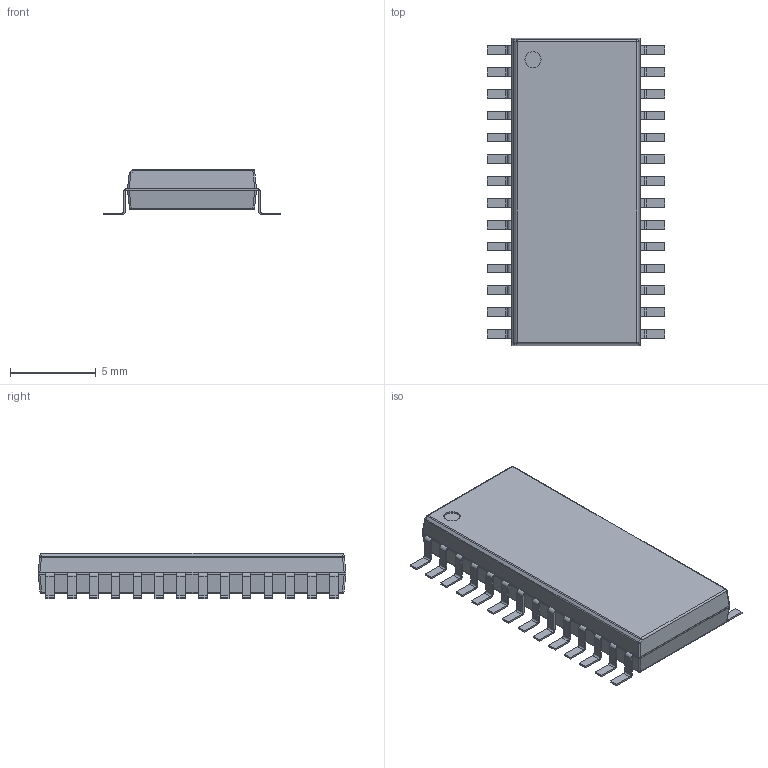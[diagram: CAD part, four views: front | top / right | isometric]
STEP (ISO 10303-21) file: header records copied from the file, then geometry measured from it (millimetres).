
FILE_DESCRIPTION(('Open CASCADE Model'),'2;1');
FILE_NAME('Open CASCADE Shape Model','2020-08-12T15:33:49',('Author'),( 'Open CASCADE'),'Open CASCADE STEP processor 6.8','Open CASCADE 6.8' ,'Unknown');
FILE_SCHEMA(('AUTOMOTIVE_DESIGN { 1 0 10303 214 1 1 1 1 }'));
Length unit declared in the file: millimetre
Products named in the file (7): PCB; Designator1; 6449167904; Open_CASCADE_STEP_translator_6.8_5.1; Body; Open_CASCADE_STEP_translator_6.8_5.2.1; Leader
Assembly tree (32 placements, depth 4):
  PCB
  Designator1
    6449167904
      Open_CASCADE_STEP_translator_6.8_5.1
      Body
        Open_CASCADE_STEP_translator_6.8_5.2.1
      Leader  x28
Bounding box: 10.3 x 17.9 x 2.65 mm (x, y, z)
Volume: 312 mm3; surface area: 464.9 mm2
Topology: 29 solids, 30 shells, 683 faces, 1370 edges, 737 vertices
Faces by surface type: plane 521, cylinder 144, sphere 10, bspline 8
Full cylindrical faces by diameter (mm): 0.938 x1
Entity records: 3171 total; most frequent: CARTESIAN_POINT 1135, DIRECTION 409, ORIENTED_EDGE 343, EDGE_CURVE 172, AXIS2_PLACEMENT_3D 155, LINE 99, VECTOR 99, FACE_BOUND 90
